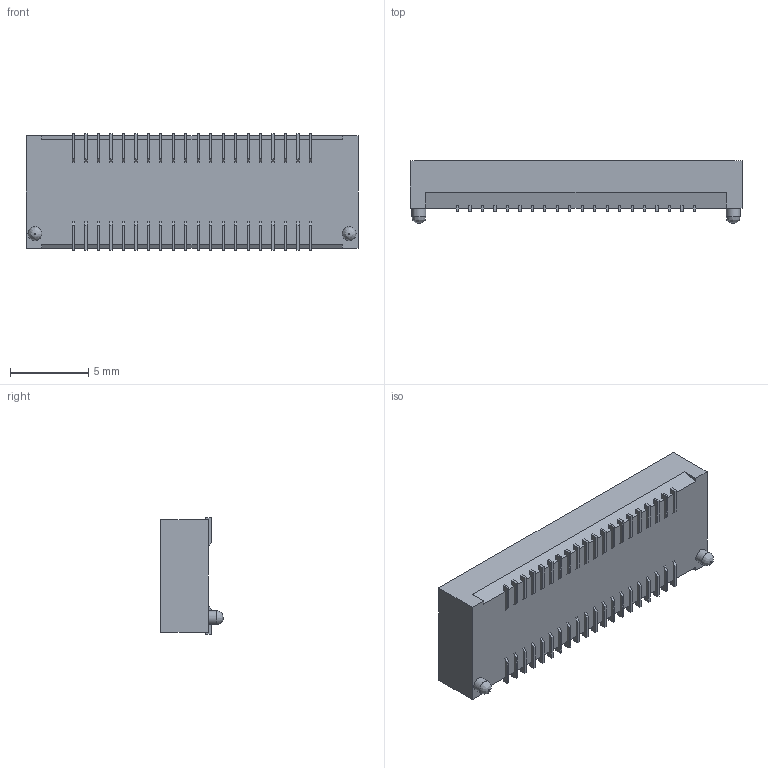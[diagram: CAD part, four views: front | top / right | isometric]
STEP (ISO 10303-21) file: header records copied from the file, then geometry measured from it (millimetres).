
FILE_DESCRIPTION( ( 'STEP AP214' ), '1' );
FILE_NAME( 'BSE-020-01-F-D-A.stp', '2018-12-03T23:04:00', ( '' ), ( '' ), ' ', 'PARTsolutions', ' ' );
FILE_SCHEMA( ( 'AUTOMOTIVE_DESIGN { 1 0 10303 214 1 1 1 1 }' ) );
Length unit declared in the file: inch
Products named in the file (3): BSE-020-01-F-D-A; _BSE-020-01-D-A_ter; _C-126-020-01
Assembly tree (2 placements, depth 2):
  BSE-020-01-F-D-A
    _BSE-020-01-D-A_ter
    _C-126-020-01
Bounding box: 21.27 x 4 x 7.49 mm (x, y, z)
Volume: 300.8 mm3; surface area: 1019.9 mm2
Topology: 2 solids, 2 shells, 688 faces, 1996 edges, 1278 vertices
Faces by surface type: plane 684, cylinder 2, bspline 2
Full cylindrical faces by diameter (mm): 0.889 x2
Entity records: 27624 total; most frequent: CARTESIAN_POINT 4011, ORIENTED_EDGE 3980, DIRECTION 3374, EDGE_CURVE 1990, LINE 1984, VECTOR 1984, VERTEX_POINT 1276, EDGE_LOOP 696
